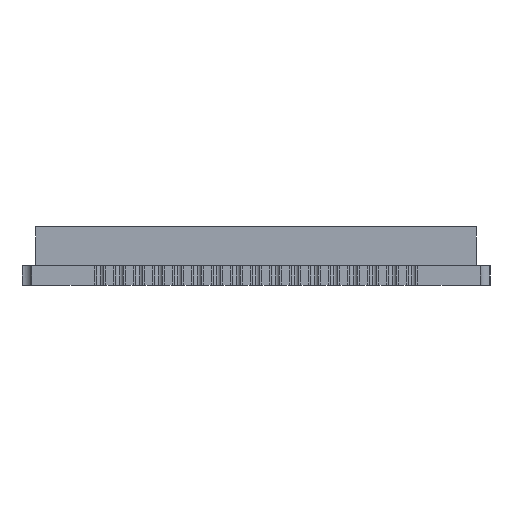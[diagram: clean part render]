
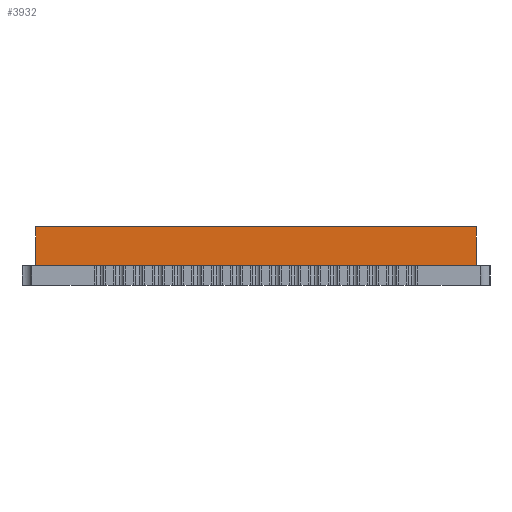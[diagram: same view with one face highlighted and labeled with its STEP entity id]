
A CAD part, left-side view. The second image highlights one B-rep face of the part: STEP entity #3932.
In plain terms, the highlighted planar face has unit normal (-1, 0, 0).
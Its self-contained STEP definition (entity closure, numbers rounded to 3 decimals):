
#429 = DIRECTION ( 'NONE',  ( 0., 0., -1. ) ) ;
#2098 = CARTESIAN_POINT ( 'NONE',  ( -11.22, -3.765, 1. ) ) ;
#2955 = LINE ( 'NONE', #5193, #25784 ) ;
#3421 = EDGE_CURVE ( 'NONE', #7781, #17620, #6878, .T. ) ;
#3467 = DIRECTION ( 'NONE',  ( 1., 0., 0. ) ) ;
#3932 = ADVANCED_FACE ( 'NONE', ( #20374 ), #13806, .F. ) ;
#5193 = CARTESIAN_POINT ( 'NONE',  ( -11.22, 11.295, 3. ) ) ;
#5323 = VERTEX_POINT ( 'NONE', #22160 ) ;
#5668 = ORIENTED_EDGE ( 'NONE', *, *, #24900, .F. ) ;
#5681 = EDGE_CURVE ( 'NONE', #5323, #7950, #6680, .T. ) ;
#6437 = ORIENTED_EDGE ( 'NONE', *, *, #14757, .F. ) ;
#6680 = LINE ( 'NONE', #19981, #23626 ) ;
#6878 = LINE ( 'NONE', #18080, #18622 ) ;
#7436 = CARTESIAN_POINT ( 'NONE',  ( -11.22, 11.295, 3. ) ) ;
#7781 = VERTEX_POINT ( 'NONE', #16749 ) ;
#7950 = VERTEX_POINT ( 'NONE', #23922 ) ;
#8869 = CARTESIAN_POINT ( 'NONE',  ( -11.22, 11.295, 1. ) ) ;
#10335 = B_SPLINE_CURVE_WITH_KNOTS ( 'NONE', 3,
 ( #19865, #2098, #22126, #8869 ),
 .UNSPECIFIED., .F., .F.,
 ( 4, 4 ),
 ( 0., 1. ),
 .UNSPECIFIED. ) ;
#10636 = CARTESIAN_POINT ( 'NONE',  ( -11.22, -11.295, 1. ) ) ;
#13806 = PLANE ( 'NONE',  #23097 ) ;
#14757 = EDGE_CURVE ( 'NONE', #7950, #7781, #2955, .T. ) ;
#15120 = EDGE_LOOP ( 'NONE', ( #28137, #6437, #27603, #5668 ) ) ;
#16062 = DIRECTION ( 'NONE',  ( 0., 0., 1. ) ) ;
#16749 = CARTESIAN_POINT ( 'NONE',  ( -11.22, -11.295, 3. ) ) ;
#17620 = VERTEX_POINT ( 'NONE', #10636 ) ;
#18080 = CARTESIAN_POINT ( 'NONE',  ( -11.22, -11.295, 3. ) ) ;
#18622 = VECTOR ( 'NONE', #429, 1000. ) ;
#19865 = CARTESIAN_POINT ( 'NONE',  ( -11.22, -11.295, 1. ) ) ;
#19981 = CARTESIAN_POINT ( 'NONE',  ( -11.22, 11.295, 3. ) ) ;
#20374 = FACE_OUTER_BOUND ( 'NONE', #15120, .T. ) ;
#20591 = DIRECTION ( 'NONE',  ( 0., 1., 0. ) ) ;
#22126 = CARTESIAN_POINT ( 'NONE',  ( -11.22, 3.765, 1. ) ) ;
#22160 = CARTESIAN_POINT ( 'NONE',  ( -11.22, 11.295, 1. ) ) ;
#22911 = DIRECTION ( 'NONE',  ( 0., -1., 0. ) ) ;
#23097 = AXIS2_PLACEMENT_3D ( 'NONE', #7436, #3467, #20591 ) ;
#23626 = VECTOR ( 'NONE', #16062, 1000. ) ;
#23922 = CARTESIAN_POINT ( 'NONE',  ( -11.22, 11.295, 3. ) ) ;
#24900 = EDGE_CURVE ( 'NONE', #17620, #5323, #10335, .T. ) ;
#25784 = VECTOR ( 'NONE', #22911, 1000. ) ;
#27603 = ORIENTED_EDGE ( 'NONE', *, *, #5681, .F. ) ;
#28137 = ORIENTED_EDGE ( 'NONE', *, *, #3421, .F. ) ;
